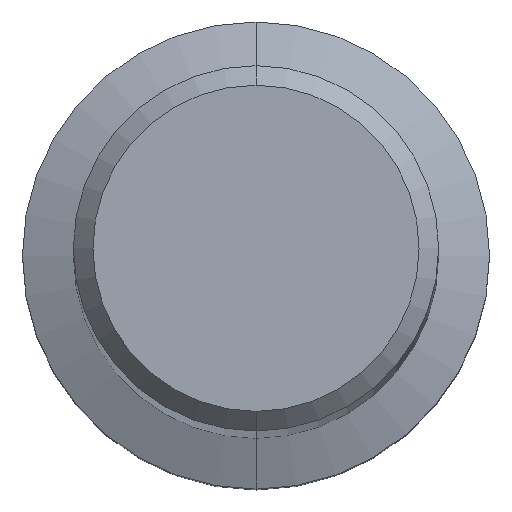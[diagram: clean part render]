
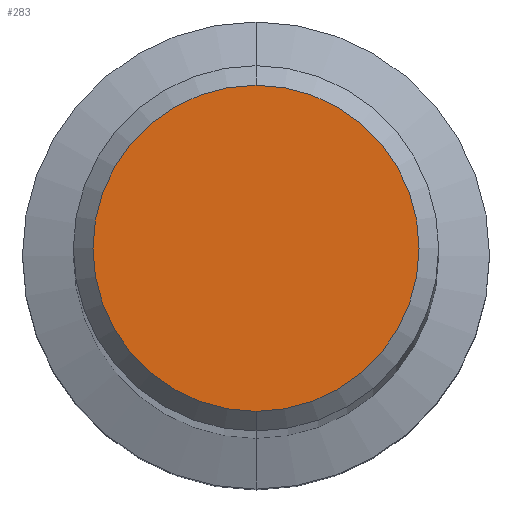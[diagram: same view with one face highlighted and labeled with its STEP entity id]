
A CAD part, top view. The second image highlights one B-rep face of the part: STEP entity #283.
In plain terms, the highlighted planar face has unit normal (0, 0, 1).
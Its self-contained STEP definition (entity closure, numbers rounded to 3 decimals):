
#169=EDGE_CURVE('',#289,#243,#377,.T.);
#243=VERTEX_POINT('',#459);
#247=EDGE_CURVE('',#243,#289,#464,.T.);
#283=ADVANCED_FACE('',(#504),#505,.T.);
#289=VERTEX_POINT('',#512);
#377=CIRCLE('',#607,6.65);
#459=CARTESIAN_POINT('',(0.0,6.65,0.0));
#464=CIRCLE('',#720,6.65);
#504=FACE_OUTER_BOUND('',#774,.T.);
#505=PLANE('',#775);
#512=CARTESIAN_POINT('',(0.,-6.65,0.0));
#607=AXIS2_PLACEMENT_3D('',#886,#887,#888);
#720=AXIS2_PLACEMENT_3D('',#993,#994,#995);
#774=EDGE_LOOP('',(#1042,#1043));
#775=AXIS2_PLACEMENT_3D('',#1044,#1045,#1046);
#886=CARTESIAN_POINT('',(0.0,0.0,0.0));
#887=DIRECTION('',(0.0,0.0,-1.0));
#888=DIRECTION('',(0.0,1.0,0.0));
#993=CARTESIAN_POINT('',(0.0,0.0,0.0));
#994=DIRECTION('',(0.0,0.0,-1.0));
#995=DIRECTION('',(0.0,1.0,0.0));
#1042=ORIENTED_EDGE('',*,*,#247,.F.);
#1043=ORIENTED_EDGE('',*,*,#169,.F.);
#1044=CARTESIAN_POINT('',(0.0,3.325,0.0));
#1045=DIRECTION('',(-0.0,0.0,1.0));
#1046=DIRECTION('',(0.0,-1.0,0.0));
